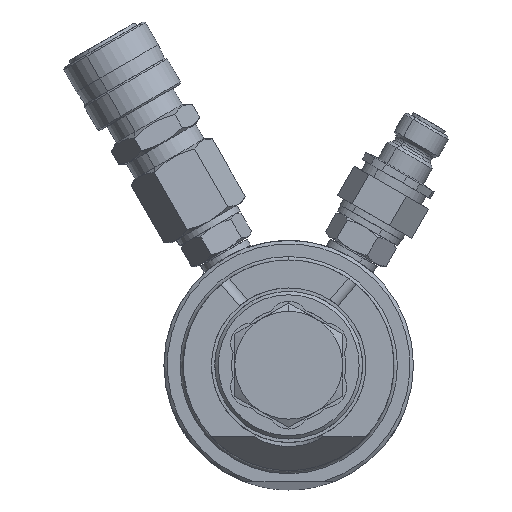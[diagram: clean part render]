
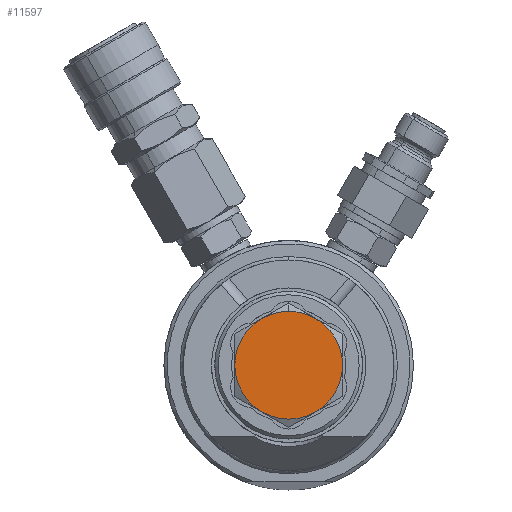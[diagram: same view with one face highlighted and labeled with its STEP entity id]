
A CAD part, front view. The second image highlights one B-rep face of the part: STEP entity #11597.
In plain terms, the highlighted planar face has unit normal (0, -1, 0).
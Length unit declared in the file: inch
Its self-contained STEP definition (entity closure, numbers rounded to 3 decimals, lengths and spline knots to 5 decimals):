
#3356=CARTESIAN_POINT('',(0.,0.,0.));
#3357=DIRECTION('',(0.,-1.,0.));
#3358=DIRECTION('',(1.,0.,0.));
#3359=AXIS2_PLACEMENT_3D('',#3356,#3357,#3358);
#3361=CARTESIAN_POINT('',(0.,0.,0.));
#3362=DIRECTION('',(0.,-1.,0.));
#3363=DIRECTION('',(0.5,0.,-0.866));
#3364=AXIS2_PLACEMENT_3D('',#3361,#3362,#3363);
#3366=CARTESIAN_POINT('',(0.,0.,0.));
#3367=DIRECTION('',(0.,-1.,0.));
#3368=DIRECTION('',(0.,0.,-1.));
#3369=AXIS2_PLACEMENT_3D('',#3366,#3367,#3368);
#3371=CARTESIAN_POINT('',(0.,0.,0.));
#3372=DIRECTION('',(0.,-1.,0.));
#3373=DIRECTION('',(-0.5,0.,-0.866));
#3374=AXIS2_PLACEMENT_3D('',#3371,#3372,#3373);
#3376=CARTESIAN_POINT('',(0.,0.,0.));
#3377=DIRECTION('',(0.,-1.,0.));
#3378=DIRECTION('',(-1.,0.,0.));
#3379=AXIS2_PLACEMENT_3D('',#3376,#3377,#3378);
#3381=CARTESIAN_POINT('',(0.,0.,0.));
#3382=DIRECTION('',(0.,-1.,0.));
#3383=DIRECTION('',(-0.5,0.,0.866));
#3384=AXIS2_PLACEMENT_3D('',#3381,#3382,#3383);
#3386=CARTESIAN_POINT('',(0.,0.,0.));
#3387=DIRECTION('',(0.,-1.,0.));
#3388=DIRECTION('',(0.,0.,1.));
#3389=AXIS2_PLACEMENT_3D('',#3386,#3387,#3388);
#3391=CARTESIAN_POINT('',(0.,0.,0.));
#3392=DIRECTION('',(0.,-1.,0.));
#3393=DIRECTION('',(0.5,0.,0.866));
#3394=AXIS2_PLACEMENT_3D('',#3391,#3392,#3393);
#3410=CARTESIAN_POINT('',(0.625,0.,0.));
#3412=CARTESIAN_POINT('',(0.3125,0.,-0.54127));
#3444=CARTESIAN_POINT('',(-0.3125,0.,-0.54127));
#3492=CARTESIAN_POINT('',(-0.3125,0.,0.54127));
#3522=CARTESIAN_POINT('',(-0.625,0.,0.));
#8215=VERTEX_POINT('',#3412);
#8217=CARTESIAN_POINT('',(0.3125,0.,0.54127));
#8218=CARTESIAN_POINT('',(0.,0.,0.625));
#8219=VERTEX_POINT('',#8217);
#8220=VERTEX_POINT('',#8218);
#8238=VERTEX_POINT('',#3492);
#8242=VERTEX_POINT('',#3410);
#8243=VERTEX_POINT('',#3444);
#8244=VERTEX_POINT('',#3522);
#8248=CARTESIAN_POINT('',(0.,0.,-0.625));
#8249=VERTEX_POINT('',#8248);
#11575=CARTESIAN_POINT('',(0.,0.,0.));
#11576=DIRECTION('',(0.,1.,0.));
#11577=DIRECTION('',(0.,0.,1.));
#11578=AXIS2_PLACEMENT_3D('',#11575,#11576,#11577);
#11579=PLANE('',#11578);
#11580=ORIENTED_EDGE('',*,*,#11569,.F.);
#11582=ORIENTED_EDGE('',*,*,#11581,.F.);
#11584=ORIENTED_EDGE('',*,*,#11583,.F.);
#11586=ORIENTED_EDGE('',*,*,#11585,.F.);
#11588=ORIENTED_EDGE('',*,*,#11587,.F.);
#11590=ORIENTED_EDGE('',*,*,#11589,.F.);
#11592=ORIENTED_EDGE('',*,*,#11591,.F.);
#11594=ORIENTED_EDGE('',*,*,#11593,.F.);
#11595=EDGE_LOOP('',(#11580,#11582,#11584,#11586,#11588,#11590,#11592,#11594));
#11596=FACE_OUTER_BOUND('',#11595,.F.);
#11597=ADVANCED_FACE('',(#11596),#11579,.F.);
#3360=CIRCLE('',#3359,0.625);
#3365=CIRCLE('',#3364,0.625);
#3370=CIRCLE('',#3369,0.625);
#3375=CIRCLE('',#3374,0.625);
#3380=CIRCLE('',#3379,0.625);
#3385=CIRCLE('',#3384,0.625);
#3390=CIRCLE('',#3389,0.625);
#3395=CIRCLE('',#3394,0.625);
#11569=EDGE_CURVE('',#8242,#8219,#3360,.T.);
#11581=EDGE_CURVE('',#8215,#8242,#3365,.T.);
#11583=EDGE_CURVE('',#8249,#8215,#3370,.T.);
#11585=EDGE_CURVE('',#8243,#8249,#3375,.T.);
#11587=EDGE_CURVE('',#8244,#8243,#3380,.T.);
#11589=EDGE_CURVE('',#8238,#8244,#3385,.T.);
#11591=EDGE_CURVE('',#8220,#8238,#3390,.T.);
#11593=EDGE_CURVE('',#8219,#8220,#3395,.T.);
